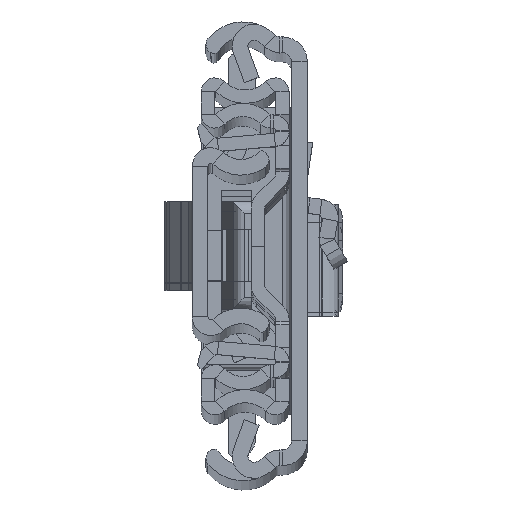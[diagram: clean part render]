
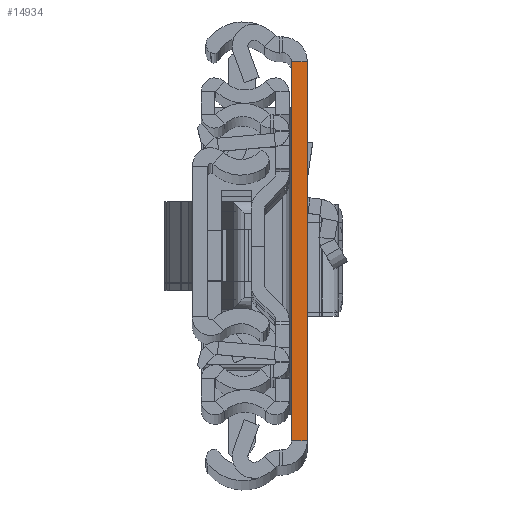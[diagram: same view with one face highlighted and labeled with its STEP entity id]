
A CAD part, top view. The second image highlights one B-rep face of the part: STEP entity #14934.
In plain terms, the highlighted planar face has unit normal (0, 0, 1).
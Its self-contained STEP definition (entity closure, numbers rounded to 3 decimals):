
#318 = EDGE_CURVE ( 'NONE', #15172, #12514, #15208, .T. ) ;
#431 = LINE ( 'NONE', #6465, #10515 ) ;
#1853 = DIRECTION ( 'NONE',  ( 1., 0., 0. ) ) ;
#2364 = CARTESIAN_POINT ( 'NONE',  ( 2.6, -31.5, 0. ) ) ;
#2838 = PLANE ( 'NONE',  #11294 ) ;
#2891 = EDGE_LOOP ( 'NONE', ( #9758, #10448, #12621, #17816 ) ) ;
#3123 = LINE ( 'NONE', #14721, #16634 ) ;
#4701 = CARTESIAN_POINT ( 'NONE',  ( 0., 31.5, 0. ) ) ;
#5294 = EDGE_CURVE ( 'NONE', #19082, #13242, #431, .T. ) ;
#5404 = DIRECTION ( 'NONE',  ( 0., 1., 0. ) ) ;
#6465 = CARTESIAN_POINT ( 'NONE',  ( 2.6, -31.5, 0. ) ) ;
#7023 = CARTESIAN_POINT ( 'NONE',  ( 0., -31.5, 0. ) ) ;
#7193 = DIRECTION ( 'NONE',  ( 0., 1., 0. ) ) ;
#8494 = CARTESIAN_POINT ( 'NONE',  ( 2.6, -31.5, 0. ) ) ;
#9453 = DIRECTION ( 'NONE',  ( 1., 0., 0. ) ) ;
#9549 = EDGE_CURVE ( 'NONE', #19082, #15172, #14508, .T. ) ;
#9758 = ORIENTED_EDGE ( 'NONE', *, *, #318, .F. ) ;
#10093 = DIRECTION ( 'NONE',  ( 0., 1., 0. ) ) ;
#10266 = DIRECTION ( 'NONE',  ( 0., 0., -1. ) ) ;
#10448 = ORIENTED_EDGE ( 'NONE', *, *, #9549, .F. ) ;
#10515 = VECTOR ( 'NONE', #9453, 1000. ) ;
#11294 = AXIS2_PLACEMENT_3D ( 'NONE', #8494, #10266, #7193 ) ;
#11714 = VECTOR ( 'NONE', #5404, 1000. ) ;
#12514 = VERTEX_POINT ( 'NONE', #18466 ) ;
#12621 = ORIENTED_EDGE ( 'NONE', *, *, #5294, .T. ) ;
#13242 = VERTEX_POINT ( 'NONE', #2364 ) ;
#13324 = CARTESIAN_POINT ( 'NONE',  ( 0., -31.5, 0. ) ) ;
#13387 = EDGE_CURVE ( 'NONE', #13242, #12514, #3123, .T. ) ;
#14508 = LINE ( 'NONE', #13324, #11714 ) ;
#14721 = CARTESIAN_POINT ( 'NONE',  ( 2.6, -31.5, 0. ) ) ;
#14901 = FACE_OUTER_BOUND ( 'NONE', #2891, .T. ) ;
#14934 = ADVANCED_FACE ( 'NONE', ( #14901 ), #2838, .F. ) ;
#15172 = VERTEX_POINT ( 'NONE', #4701 ) ;
#15208 = LINE ( 'NONE', #16690, #17550 ) ;
#16634 = VECTOR ( 'NONE', #10093, 1000. ) ;
#16690 = CARTESIAN_POINT ( 'NONE',  ( 2.6, 31.5, 0. ) ) ;
#17550 = VECTOR ( 'NONE', #1853, 1000. ) ;
#17816 = ORIENTED_EDGE ( 'NONE', *, *, #13387, .T. ) ;
#18466 = CARTESIAN_POINT ( 'NONE',  ( 2.6, 31.5, 0. ) ) ;
#19082 = VERTEX_POINT ( 'NONE', #7023 ) ;
